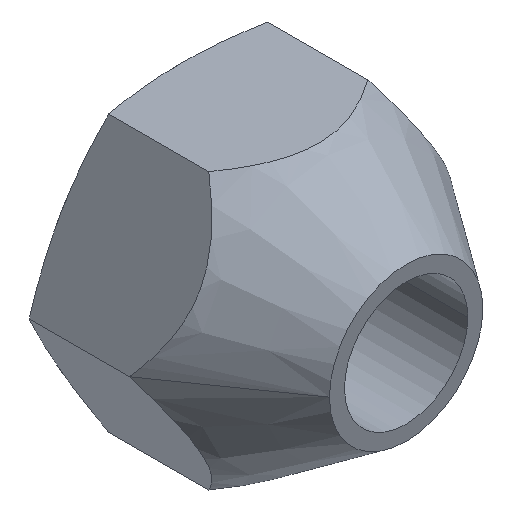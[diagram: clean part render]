
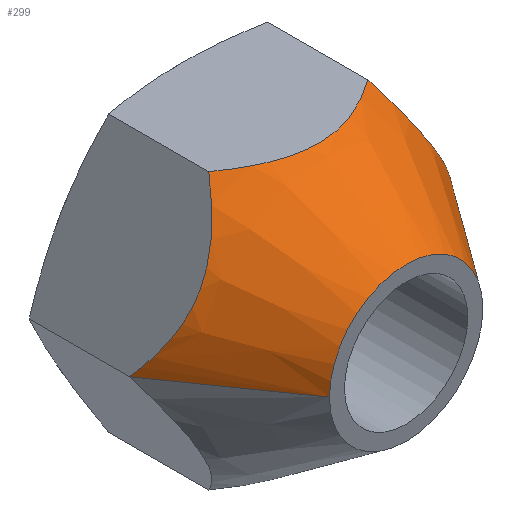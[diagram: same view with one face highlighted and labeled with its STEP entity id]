
A CAD part, isometric view. The second image highlights one B-rep face of the part: STEP entity #299.
In plain terms, the highlighted conical face has half-angle 35 degrees and reference radius 1.53 mm.
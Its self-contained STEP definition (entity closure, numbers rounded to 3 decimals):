
#8 = VERTEX_POINT ( 'NONE', #19 ) ;
#15 = CARTESIAN_POINT ( 'NONE',  ( 1.53, -4.5, 0. ) ) ;
#19 = CARTESIAN_POINT ( 'NONE',  ( 1.53, -4.5, 0. ) ) ;
#26 = CARTESIAN_POINT ( 'NONE',  ( -2.097, -2.679, 1.868 ) ) ;
#32 = ORIENTED_EDGE ( 'NONE', *, *, #583, .T. ) ;
#51 = VERTEX_POINT ( 'NONE', #603 ) ;
#54 = CARTESIAN_POINT ( 'NONE',  ( 0.143, -2.758, 2.75 ) ) ;
#61 = B_SPLINE_CURVE_WITH_KNOTS ( 'NONE', 3,
 ( #359, #615, #460, #471, #105, #422, #54, #363, #680, #313, #635, #264, #578, #215, #517, #159 ),
 .UNSPECIFIED., .F., .F.,
 ( 4, 2, 2, 2, 2, 2, 2, 4 ),
 ( 0.002, 0.003, 0.003, 0.004, 0.004, 0.004, 0.005, 0.005 ),
 .UNSPECIFIED. ) ;
#78 = CARTESIAN_POINT ( 'NONE',  ( -2.309, -2.758, 1.501 ) ) ;
#88 = CARTESIAN_POINT ( 'NONE',  ( -1.588, -2.15, 2.75 ) ) ;
#103 = DIRECTION ( 'NONE',  ( 0., 1., 0. ) ) ;
#105 = CARTESIAN_POINT ( 'NONE',  ( 0.57, -2.679, 2.75 ) ) ;
#114 = CARTESIAN_POINT ( 'NONE',  ( 2.097, -2.679, 1.868 ) ) ;
#127 = DIRECTION ( 'NONE',  ( 0., 1., 0. ) ) ;
#130 = ORIENTED_EDGE ( 'NONE', *, *, #424, .T. ) ;
#131 = CARTESIAN_POINT ( 'NONE',  ( -2.526, -2.741, 1.125 ) ) ;
#137 = AXIS2_PLACEMENT_3D ( 'NONE', #570, #103, #469 ) ;
#138 = LINE ( 'NONE', #634, #157 ) ;
#157 = VECTOR ( 'NONE', #262, 1000. ) ;
#159 = CARTESIAN_POINT ( 'NONE',  ( -1.588, -2.15, 2.75 ) ) ;
#162 = FACE_OUTER_BOUND ( 'NONE', #365, .T. ) ;
#166 = CARTESIAN_POINT ( 'NONE',  ( 1.705, -2.318, 2.546 ) ) ;
#173 = CONICAL_SURFACE ( 'NONE', #137, 1.53, 0.611 ) ;
#177 = CARTESIAN_POINT ( 'NONE',  ( 2.237, -2.741, 1.625 ) ) ;
#189 = CARTESIAN_POINT ( 'NONE',  ( -2.736, -2.634, 0.762 ) ) ;
#193 = VECTOR ( 'NONE', #378, 1000. ) ;
#199 = CARTESIAN_POINT ( 'NONE',  ( 2.526, -2.741, 1.125 ) ) ;
#211 = CARTESIAN_POINT ( 'NONE',  ( 2.028, -2.634, 1.988 ) ) ;
#214 = ORIENTED_EDGE ( 'NONE', *, *, #280, .T. ) ;
#215 = CARTESIAN_POINT ( 'NONE',  ( -1.353, -2.311, 2.75 ) ) ;
#221 = CARTESIAN_POINT ( 'NONE',  ( 2.309, -2.758, 1.501 ) ) ;
#230 = CARTESIAN_POINT ( 'NONE',  ( 2.666, -2.679, 0.882 ) ) ;
#235 = CARTESIAN_POINT ( 'NONE',  ( -1.588, -2.15, 2.75 ) ) ;
#237 = CARTESIAN_POINT ( 'NONE',  ( -3.058, -2.318, 0.204 ) ) ;
#261 = B_SPLINE_CURVE_WITH_KNOTS ( 'NONE', 3,
 ( #235, #543, #654, #334, #26, #389, #78, #445, #131, #491, #189, #548, #237, #607 ),
 .UNSPECIFIED., .F., .F.,
 ( 4, 2, 2, 2, 2, 2, 4 ),
 ( 0., 0.001, 0.001, 0.002, 0.002, 0.003, 0.003 ),
 .UNSPECIFIED. ) ;
#262 = DIRECTION ( 'NONE',  ( -0.574, 0.819, 0. ) ) ;
#264 = CARTESIAN_POINT ( 'NONE',  ( -0.975, -2.522, 2.75 ) ) ;
#277 = CARTESIAN_POINT ( 'NONE',  ( 3.175, -2.15, 0. ) ) ;
#280 = EDGE_CURVE ( 'NONE', #312, #350, #61, .T. ) ;
#299 = ADVANCED_FACE ( 'NONE', ( #162 ), #173, .T. ) ;
#300 = EDGE_CURVE ( 'NONE', #51, #403, #138, .T. ) ;
#302 = ORIENTED_EDGE ( 'NONE', *, *, #300, .F. ) ;
#310 = CARTESIAN_POINT ( 'NONE',  ( 3.175, -2.15, 0. ) ) ;
#312 = VERTEX_POINT ( 'NONE', #420 ) ;
#313 = CARTESIAN_POINT ( 'NONE',  ( -0.573, -2.678, 2.75 ) ) ;
#319 = VERTEX_POINT ( 'NONE', #310 ) ;
#323 = LINE ( 'NONE', #15, #193 ) ;
#334 = CARTESIAN_POINT ( 'NONE',  ( -2.028, -2.634, 1.988 ) ) ;
#350 = VERTEX_POINT ( 'NONE', #88 ) ;
#359 = CARTESIAN_POINT ( 'NONE',  ( 1.588, -2.15, 2.75 ) ) ;
#363 = CARTESIAN_POINT ( 'NONE',  ( -0.145, -2.757, 2.75 ) ) ;
#365 = EDGE_LOOP ( 'NONE', ( #32, #519, #130, #214, #558, #302 ) ) ;
#378 = DIRECTION ( 'NONE',  ( 0.574, 0.819, 0. ) ) ;
#388 = CARTESIAN_POINT ( 'NONE',  ( 2.735, -2.634, 0.762 ) ) ;
#389 = CARTESIAN_POINT ( 'NONE',  ( -2.237, -2.741, 1.625 ) ) ;
#403 = VERTEX_POINT ( 'NONE', #638 ) ;
#420 = CARTESIAN_POINT ( 'NONE',  ( 1.588, -2.15, 2.75 ) ) ;
#422 = CARTESIAN_POINT ( 'NONE',  ( 0.287, -2.741, 2.75 ) ) ;
#424 = EDGE_CURVE ( 'NONE', #319, #312, #575, .T. ) ;
#440 = CARTESIAN_POINT ( 'NONE',  ( 0., -4.5, 0. ) ) ;
#445 = CARTESIAN_POINT ( 'NONE',  ( -2.455, -2.758, 1.249 ) ) ;
#460 = CARTESIAN_POINT ( 'NONE',  ( 1.105, -2.468, 2.75 ) ) ;
#469 = DIRECTION ( 'NONE',  ( -1., 0., 0. ) ) ;
#470 = CARTESIAN_POINT ( 'NONE',  ( 2.454, -2.758, 1.249 ) ) ;
#471 = CARTESIAN_POINT ( 'NONE',  ( 0.707, -2.634, 2.75 ) ) ;
#488 = DIRECTION ( 'NONE',  ( -1., 0., 0. ) ) ;
#491 = CARTESIAN_POINT ( 'NONE',  ( -2.666, -2.679, 0.882 ) ) ;
#517 = CARTESIAN_POINT ( 'NONE',  ( -1.472, -2.233, 2.75 ) ) ;
#519 = ORIENTED_EDGE ( 'NONE', *, *, #562, .T. ) ;
#521 = CARTESIAN_POINT ( 'NONE',  ( 2.935, -2.467, 0.416 ) ) ;
#524 = CARTESIAN_POINT ( 'NONE',  ( 1.588, -2.15, 2.75 ) ) ;
#534 = CIRCLE ( 'NONE', #564, 1.53 ) ;
#543 = CARTESIAN_POINT ( 'NONE',  ( -1.705, -2.318, 2.546 ) ) ;
#548 = CARTESIAN_POINT ( 'NONE',  ( -2.935, -2.467, 0.416 ) ) ;
#558 = ORIENTED_EDGE ( 'NONE', *, *, #624, .T. ) ;
#562 = EDGE_CURVE ( 'NONE', #8, #319, #323, .T. ) ;
#564 = AXIS2_PLACEMENT_3D ( 'NONE', #440, #127, #488 ) ;
#570 = CARTESIAN_POINT ( 'NONE',  ( 0., -4.5, 0. ) ) ;
#575 = B_SPLINE_CURVE_WITH_KNOTS ( 'NONE', 3,
 ( #277, #594, #521, #388, #230, #199, #470, #221, #177, #114, #211, #585, #166, #524 ),
 .UNSPECIFIED., .F., .F.,
 ( 4, 2, 2, 2, 2, 2, 4 ),
 ( 0., 0.001, 0.001, 0.002, 0.002, 0.003, 0.003 ),
 .UNSPECIFIED. ) ;
#578 = CARTESIAN_POINT ( 'NONE',  ( -1.105, -2.456, 2.75 ) ) ;
#583 = EDGE_CURVE ( 'NONE', #51, #8, #534, .T. ) ;
#585 = CARTESIAN_POINT ( 'NONE',  ( 1.828, -2.467, 2.334 ) ) ;
#594 = CARTESIAN_POINT ( 'NONE',  ( 3.058, -2.318, 0.204 ) ) ;
#603 = CARTESIAN_POINT ( 'NONE',  ( -1.53, -4.5, 0. ) ) ;
#607 = CARTESIAN_POINT ( 'NONE',  ( -3.175, -2.15, 0. ) ) ;
#615 = CARTESIAN_POINT ( 'NONE',  ( 1.355, -2.316, 2.75 ) ) ;
#624 = EDGE_CURVE ( 'NONE', #350, #403, #261, .T. ) ;
#634 = CARTESIAN_POINT ( 'NONE',  ( -1.53, -4.5, 0. ) ) ;
#635 = CARTESIAN_POINT ( 'NONE',  ( -0.709, -2.633, 2.75 ) ) ;
#638 = CARTESIAN_POINT ( 'NONE',  ( -3.175, -2.15, 0. ) ) ;
#654 = CARTESIAN_POINT ( 'NONE',  ( -1.828, -2.467, 2.334 ) ) ;
#680 = CARTESIAN_POINT ( 'NONE',  ( -0.291, -2.741, 2.75 ) ) ;
